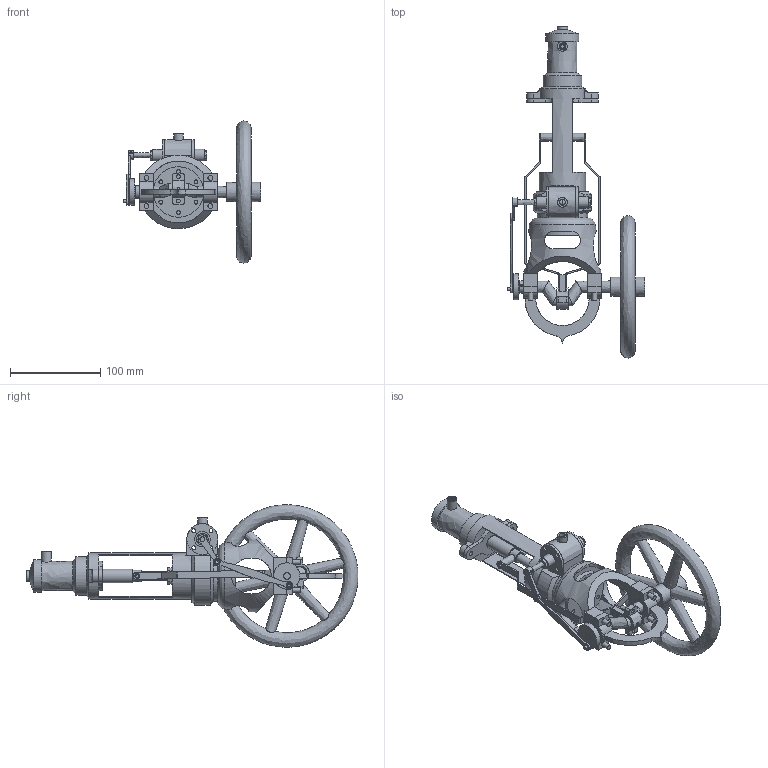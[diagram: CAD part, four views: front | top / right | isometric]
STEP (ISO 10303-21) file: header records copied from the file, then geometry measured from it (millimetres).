
FILE_DESCRIPTION(('FreeCAD Model'),'2;1');
FILE_NAME('Open CASCADE Shape Model','2025-05-08T04:14:02',('FreeCAD'),( 'FreeCAD'),'Open CASCADE STEP processor 7.6','FreeCAD','Unknown');
FILE_SCHEMA(('AUTOMOTIVE_DESIGN { 1 0 10303 214 1 1 1 1 }'));
Length unit declared in the file: millimetre
Products named in the file (1): Open CASCADE STEP translator 7.6 1
Bounding box: 152.81 x 368.5 x 158.18 mm (x, y, z)
Volume: 542544.1 mm3; surface area: 207136.8 mm2
Topology: 43 solids, 43 shells, 531 faces, 1299 edges, 872 vertices
Faces by surface type: bspline 531
Entity records: 21339 total; most frequent: CARTESIAN_POINT 13365, ORIENTED_EDGE 2598, EDGE_CURVE 1299, VERTEX_POINT 872, B_SPLINE_CURVE_WITH_KNOTS 787, FACE_BOUND 755, EDGE_LOOP 755, ADVANCED_FACE 531
